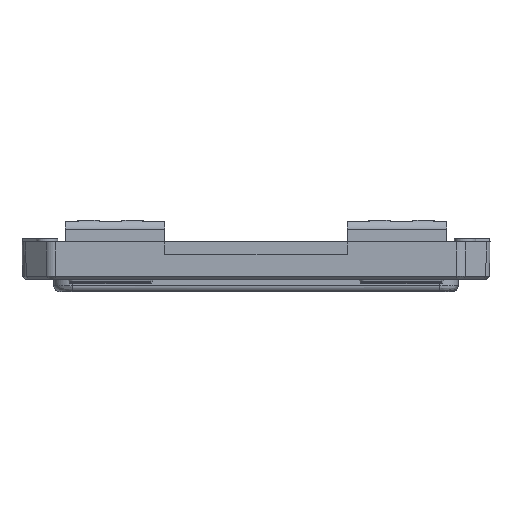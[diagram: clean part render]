
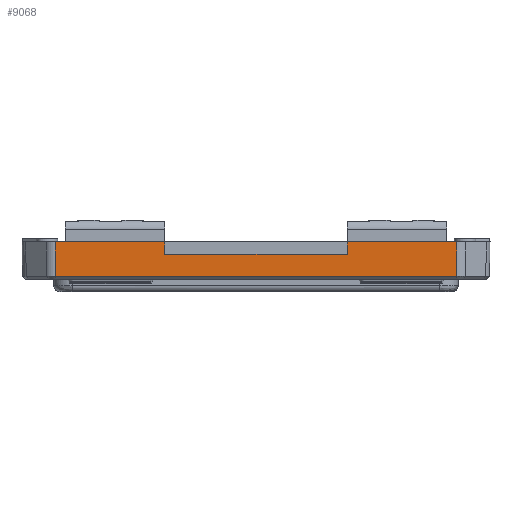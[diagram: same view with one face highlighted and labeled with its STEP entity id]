
A CAD part, left-side view. The second image highlights one B-rep face of the part: STEP entity #9068.
In plain terms, the highlighted planar face has unit normal (-1, 0, -0.018).
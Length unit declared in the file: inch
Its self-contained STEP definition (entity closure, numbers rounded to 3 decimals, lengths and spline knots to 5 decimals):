
#334 = LINE ( 'NONE', #16775, #14937 ) ;
#466 = CARTESIAN_POINT ( 'NONE',  ( -3.895, 3.8325, 1. ) ) ;
#630 = EDGE_LOOP ( 'NONE', ( #12788, #19782, #10285, #11562, #6695, #15302, #8894, #7932, #14292, #20028 ) ) ;
#1066 = CARTESIAN_POINT ( 'NONE',  ( -3.89064, 1.83686, 0.75 ) ) ;
#1147 = DIRECTION ( 'NONE',  ( -0.017, -0.017, 1. ) ) ;
#1404 = DIRECTION ( 'NONE',  ( 0., 1., 0. ) ) ;
#1447 = EDGE_CURVE ( 'NONE', #12061, #16828, #334, .T. ) ;
#1638 = VECTOR ( 'NONE', #18988, 39.37008 ) ;
#1659 = VERTEX_POINT ( 'NONE', #13143 ) ;
#1983 = LINE ( 'NONE', #9750, #14014 ) ;
#2076 = DIRECTION ( 'NONE',  ( 0., 1., 0. ) ) ;
#3343 = CARTESIAN_POINT ( 'NONE',  ( -3.895, 4.04146, 1. ) ) ;
#3396 = VERTEX_POINT ( 'NONE', #12880 ) ;
#3411 = FACE_OUTER_BOUND ( 'NONE', #630, .T. ) ;
#4350 = EDGE_CURVE ( 'NONE', #1659, #15746, #1983, .T. ) ;
#4414 = LINE ( 'NONE', #7778, #1638 ) ;
#4723 = DIRECTION ( 'NONE',  ( 0.017, -0.017, -1. ) ) ;
#4912 = EDGE_CURVE ( 'NONE', #17441, #3396, #15994, .T. ) ;
#5153 = EDGE_CURVE ( 'NONE', #8948, #19325, #16393, .T. ) ;
#6695 = ORIENTED_EDGE ( 'NONE', *, *, #13016, .T. ) ;
#6839 = EDGE_CURVE ( 'NONE', #14468, #12532, #16229, .T. ) ;
#6970 = DIRECTION ( 'NONE',  ( 0.017, -0.007, -1. ) ) ;
#7320 = CARTESIAN_POINT ( 'NONE',  ( -3.895, 4.145, 1. ) ) ;
#7778 = CARTESIAN_POINT ( 'NONE',  ( -3.895, 4.145, 1. ) ) ;
#7932 = ORIENTED_EDGE ( 'NONE', *, *, #4350, .F. ) ;
#8003 = LINE ( 'NONE', #12906, #13499 ) ;
#8063 = CARTESIAN_POINT ( 'NONE',  ( -3.895, 4.145, 1. ) ) ;
#8894 = ORIENTED_EDGE ( 'NONE', *, *, #13603, .F. ) ;
#8948 = VERTEX_POINT ( 'NONE', #11254 ) ;
#9068 = ADVANCED_FACE ( 'NONE', ( #3411 ), #10151, .T. ) ;
#9172 = LINE ( 'NONE', #7320, #11706 ) ;
#9636 = CARTESIAN_POINT ( 'NONE',  ( -3.89064, 4.145, 0.75 ) ) ;
#9750 = CARTESIAN_POINT ( 'NONE',  ( -3.89449, -4.04125, 0.97079 ) ) ;
#10151 = PLANE ( 'NONE',  #12326 ) ;
#10285 = ORIENTED_EDGE ( 'NONE', *, *, #19648, .T. ) ;
#10365 = CARTESIAN_POINT ( 'NONE',  ( -3.895, 4.145, 1. ) ) ;
#10484 = CARTESIAN_POINT ( 'NONE',  ( -3.895, -3.8325, 1. ) ) ;
#11093 = CARTESIAN_POINT ( 'NONE',  ( -3.895, 4.145, 1. ) ) ;
#11094 = CARTESIAN_POINT ( 'NONE',  ( -3.895, 1.8325, 1. ) ) ;
#11254 = CARTESIAN_POINT ( 'NONE',  ( -3.89064, -1.83686, 0.75 ) ) ;
#11507 = EDGE_CURVE ( 'NONE', #1659, #17441, #9172, .T. ) ;
#11562 = ORIENTED_EDGE ( 'NONE', *, *, #6839, .T. ) ;
#11706 = VECTOR ( 'NONE', #17554, 39.37008 ) ;
#12061 = VERTEX_POINT ( 'NONE', #3343 ) ;
#12326 = AXIS2_PLACEMENT_3D ( 'NONE', #10365, #20361, #15163 ) ;
#12532 = VERTEX_POINT ( 'NONE', #466 ) ;
#12788 = ORIENTED_EDGE ( 'NONE', *, *, #18515, .T. ) ;
#12880 = CARTESIAN_POINT ( 'NONE',  ( -3.895, -1.8325, 1. ) ) ;
#12906 = CARTESIAN_POINT ( 'NONE',  ( -3.89064, 1.83686, 0.75 ) ) ;
#13016 = EDGE_CURVE ( 'NONE', #12532, #12061, #4414, .T. ) ;
#13143 = CARTESIAN_POINT ( 'NONE',  ( -3.895, -4.04146, 1. ) ) ;
#13499 = VECTOR ( 'NONE', #1147, 39.37008 ) ;
#13603 = EDGE_CURVE ( 'NONE', #15746, #16828, #19924, .T. ) ;
#14014 = VECTOR ( 'NONE', #14872, 39.37008 ) ;
#14292 = ORIENTED_EDGE ( 'NONE', *, *, #11507, .T. ) ;
#14412 = CARTESIAN_POINT ( 'NONE',  ( -3.895, -1.8325, 1. ) ) ;
#14468 = VERTEX_POINT ( 'NONE', #11094 ) ;
#14872 = DIRECTION ( 'NONE',  ( 0.017, 0.007, -1. ) ) ;
#14937 = VECTOR ( 'NONE', #6970, 39.37008 ) ;
#15163 = DIRECTION ( 'NONE',  ( -0.017, 0., 1. ) ) ;
#15302 = ORIENTED_EDGE ( 'NONE', *, *, #1447, .T. ) ;
#15746 = VERTEX_POINT ( 'NONE', #18397 ) ;
#15779 = VECTOR ( 'NONE', #21373, 39.37008 ) ;
#15900 = VECTOR ( 'NONE', #2076, 39.37008 ) ;
#15994 = LINE ( 'NONE', #11093, #19913 ) ;
#16229 = LINE ( 'NONE', #8063, #17489 ) ;
#16393 = LINE ( 'NONE', #9636, #15779 ) ;
#16775 = CARTESIAN_POINT ( 'NONE',  ( -3.895, 4.04146, 1. ) ) ;
#16828 = VERTEX_POINT ( 'NONE', #21016 ) ;
#17097 = CARTESIAN_POINT ( 'NONE',  ( -3.88296, 0., 0.30999 ) ) ;
#17441 = VERTEX_POINT ( 'NONE', #10484 ) ;
#17489 = VECTOR ( 'NONE', #20902, 39.37008 ) ;
#17554 = DIRECTION ( 'NONE',  ( 0., 1., 0. ) ) ;
#18100 = VECTOR ( 'NONE', #4723, 39.37008 ) ;
#18397 = CARTESIAN_POINT ( 'NONE',  ( -3.88296, -4.03647, 0.30999 ) ) ;
#18515 = EDGE_CURVE ( 'NONE', #3396, #8948, #19404, .T. ) ;
#18988 = DIRECTION ( 'NONE',  ( 0., 1., 0. ) ) ;
#19325 = VERTEX_POINT ( 'NONE', #1066 ) ;
#19404 = LINE ( 'NONE', #14412, #18100 ) ;
#19648 = EDGE_CURVE ( 'NONE', #19325, #14468, #8003, .T. ) ;
#19782 = ORIENTED_EDGE ( 'NONE', *, *, #5153, .T. ) ;
#19913 = VECTOR ( 'NONE', #1404, 39.37008 ) ;
#19924 = LINE ( 'NONE', #17097, #15900 ) ;
#20028 = ORIENTED_EDGE ( 'NONE', *, *, #4912, .T. ) ;
#20361 = DIRECTION ( 'NONE',  ( -1., 0., -0.017 ) ) ;
#20902 = DIRECTION ( 'NONE',  ( 0., 1., 0. ) ) ;
#21016 = CARTESIAN_POINT ( 'NONE',  ( -3.88296, 4.03647, 0.30999 ) ) ;
#21373 = DIRECTION ( 'NONE',  ( 0., 1., 0. ) ) ;
